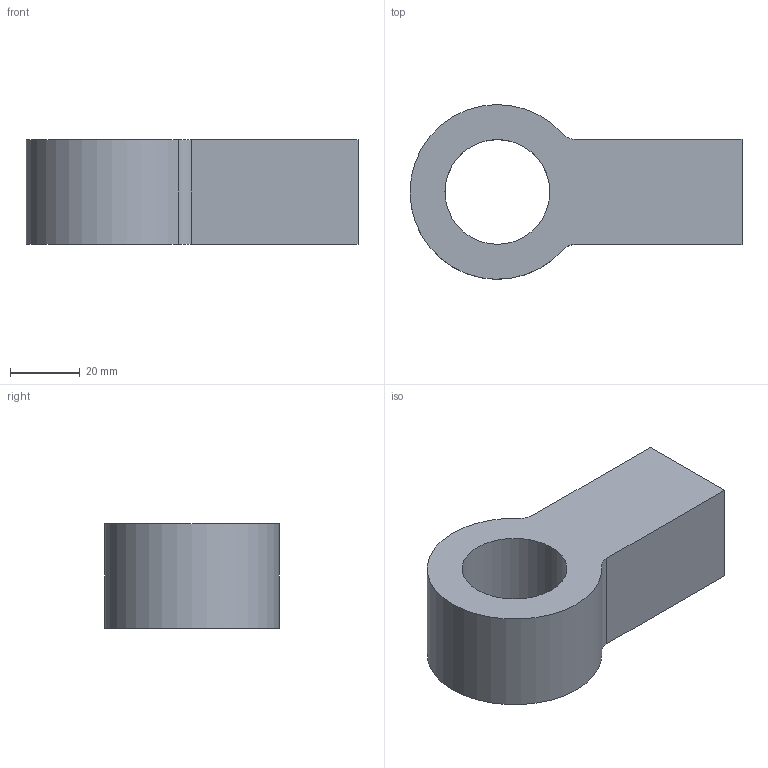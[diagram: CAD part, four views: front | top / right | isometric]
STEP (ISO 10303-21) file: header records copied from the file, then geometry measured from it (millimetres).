
FILE_DESCRIPTION(/* description */ (''),/* implementation_level */ '2;1');
FILE_NAME(/* name */ 'gabelkopf.stp',/* time_stamp */ '2017-05-12T13:40:02+02:00',/* author */ ('Thierry'),/* organization */ (''),/* preprocessor_version */ 'ST-DEVELOPER v16.1',/* originating_system */ 'Autodesk Inventor 2016',/* authorisation */ '');
FILE_SCHEMA (('AUTOMOTIVE_DESIGN { 1 0 10303 214 3 1 1 }'));
Length unit declared in the file: millimetre
Products named in the file (1): gabelkopf
Bounding box: 95 x 49.99 x 30 mm (x, y, z)
Volume: 71635.2 mm3; surface area: 17778.4 mm2
Topology: 1 solids, 1 shells, 11 faces, 24 edges, 16 vertices
Faces by surface type: plane 6, cylinder 5
Full cylindrical faces by diameter (mm): 16 x1, 30 x1
Entity records: 326 total; most frequent: DIRECTION 56, CARTESIAN_POINT 50, ORIENTED_EDGE 44, EDGE_CURVE 22, AXIS2_PLACEMENT_3D 22, EDGE_LOOP 16, VERTEX_POINT 16, LINE 12
